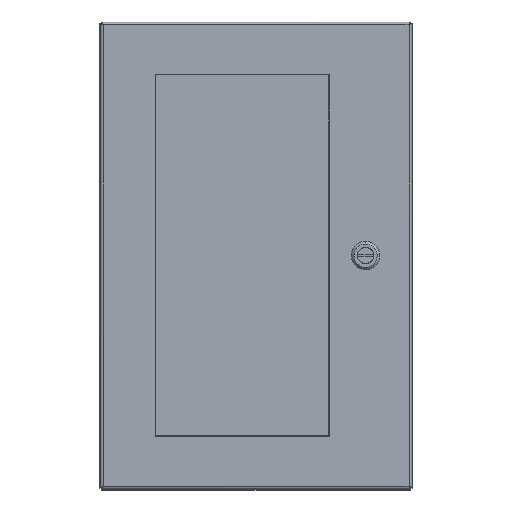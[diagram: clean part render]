
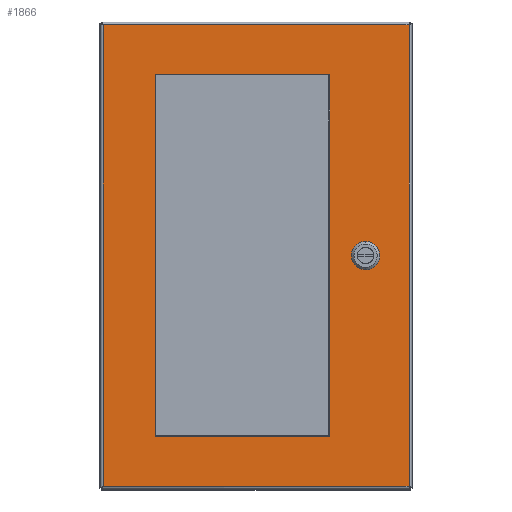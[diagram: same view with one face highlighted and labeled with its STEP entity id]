
A CAD part, front view. The second image highlights one B-rep face of the part: STEP entity #1866.
In plain terms, the highlighted planar face has unit normal (0, -1, 0).
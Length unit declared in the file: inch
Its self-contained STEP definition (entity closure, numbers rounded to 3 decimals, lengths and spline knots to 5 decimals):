
#327 = VERTEX_POINT ( 'NONE', #20150 ) ;
#496 = EDGE_CURVE ( 'NONE', #24971, #7233, #31390, .T. ) ;
#524 = VERTEX_POINT ( 'NONE', #9445 ) ;
#634 = LINE ( 'NONE', #23217, #10148 ) ;
#667 = VERTEX_POINT ( 'NONE', #22959 ) ;
#1439 = CARTESIAN_POINT ( 'NONE',  ( 4.028, -1.796, -8.684 ) ) ;
#1604 = DIRECTION ( 'NONE',  ( -0.707, 0., 0.707 ) ) ;
#1811 = DIRECTION ( 'NONE',  ( 0.707, 0., -0.707 ) ) ;
#1830 = FACE_BOUND ( 'NONE', #9372, .T. ) ;
#1866 = ADVANCED_FACE ( 'NONE', ( #2313, #21669, #1830 ), #14422, .T. ) ;
#2164 = DIRECTION ( 'NONE',  ( 0., 0., -1. ) ) ;
#2175 = LINE ( 'NONE', #11999, #27175 ) ;
#2274 = CARTESIAN_POINT ( 'NONE',  ( -5.946, -1.796, -0.108 ) ) ;
#2282 = ORIENTED_EDGE ( 'NONE', *, *, #16026, .T. ) ;
#2313 = FACE_OUTER_BOUND ( 'NONE', #17127, .T. ) ;
#2760 = LINE ( 'NONE', #9032, #18976 ) ;
#2792 = CARTESIAN_POINT ( 'NONE',  ( -5.946, -1.796, -2.059 ) ) ;
#2912 = DIRECTION ( 'NONE',  ( 1., 0., 0. ) ) ;
#3120 = VECTOR ( 'NONE', #30738, 39.37008 ) ;
#3236 = CARTESIAN_POINT ( 'NONE',  ( 3.8635, -1.796, -8.8485 ) ) ;
#3387 = LINE ( 'NONE', #13387, #8594 ) ;
#3537 = LINE ( 'NONE', #30466, #6620 ) ;
#3892 = VERTEX_POINT ( 'NONE', #31014 ) ;
#3896 = CARTESIAN_POINT ( 'NONE',  ( -5.946, -1.796, -18.051 ) ) ;
#4115 = DIRECTION ( 'NONE',  ( 0., -1., 0. ) ) ;
#4225 = CARTESIAN_POINT ( 'NONE',  ( 5.947, -1.796, -18.051 ) ) ;
#5019 = CARTESIAN_POINT ( 'NONE',  ( 4.6545, -1.796, -8.8485 ) ) ;
#5140 = DIRECTION ( 'NONE',  ( 0., 0., -1. ) ) ;
#5159 = LINE ( 'NONE', #14977, #16741 ) ;
#5324 = CARTESIAN_POINT ( 'NONE',  ( -3.9195, -1.796, -16.1 ) ) ;
#5392 = EDGE_CURVE ( 'NONE', #24146, #15379, #20884, .T. ) ;
#5522 = VERTEX_POINT ( 'NONE', #14450 ) ;
#6620 = VECTOR ( 'NONE', #20919, 39.37008 ) ;
#7052 = VERTEX_POINT ( 'NONE', #3896 ) ;
#7233 = VERTEX_POINT ( 'NONE', #2274 ) ;
#8406 = DIRECTION ( 'NONE',  ( -0.707, 0., -0.707 ) ) ;
#8594 = VECTOR ( 'NONE', #2912, 39.37008 ) ;
#8622 = VECTOR ( 'NONE', #1604, 39.37008 ) ;
#8896 = VECTOR ( 'NONE', #5140, 39.37008 ) ;
#9032 = CARTESIAN_POINT ( 'NONE',  ( 4.6545, -1.796, -9.3105 ) ) ;
#9103 = EDGE_CURVE ( 'NONE', #27896, #15097, #30381, .T. ) ;
#9260 = LINE ( 'NONE', #16153, #17829 ) ;
#9372 = EDGE_LOOP ( 'NONE', ( #19729, #19674, #30564, #2282 ) ) ;
#9445 = CARTESIAN_POINT ( 'NONE',  ( 4.49, -1.796, -9.475 ) ) ;
#9583 = EDGE_CURVE ( 'NONE', #3892, #24146, #26922, .T. ) ;
#9693 = CARTESIAN_POINT ( 'NONE',  ( 2.871, -1.796, -16.1 ) ) ;
#10109 = VECTOR ( 'NONE', #24430, 39.37008 ) ;
#10148 = VECTOR ( 'NONE', #22735, 39.37008 ) ;
#10525 = EDGE_CURVE ( 'NONE', #24780, #524, #2760, .T. ) ;
#10792 = EDGE_CURVE ( 'NONE', #15379, #18594, #3537, .T. ) ;
#10887 = ORIENTED_EDGE ( 'NONE', *, *, #9583, .T. ) ;
#11092 = ORIENTED_EDGE ( 'NONE', *, *, #26877, .T. ) ;
#11267 = VECTOR ( 'NONE', #16857, 39.37008 ) ;
#11999 = CARTESIAN_POINT ( 'NONE',  ( 4.6545, -1.796, -18.051 ) ) ;
#12154 = DIRECTION ( 'NONE',  ( 0., 0., -1. ) ) ;
#12270 = CARTESIAN_POINT ( 'NONE',  ( 2.871, -1.796, -2.059 ) ) ;
#12553 = EDGE_LOOP ( 'NONE', ( #17639, #27998, #14391, #21644, #18067, #26956, #19007, #10887 ) ) ;
#13387 = CARTESIAN_POINT ( 'NONE',  ( -5.946, -1.796, -8.684 ) ) ;
#13496 = VECTOR ( 'NONE', #28901, 39.37008 ) ;
#13861 = LINE ( 'NONE', #28527, #28255 ) ;
#14391 = ORIENTED_EDGE ( 'NONE', *, *, #16014, .T. ) ;
#14422 = PLANE ( 'NONE',  #17006 ) ;
#14450 = CARTESIAN_POINT ( 'NONE',  ( -3.9195, -1.796, -2.059 ) ) ;
#14977 = CARTESIAN_POINT ( 'NONE',  ( -5.946, -1.796, -9.475 ) ) ;
#15038 = CARTESIAN_POINT ( 'NONE',  ( 2.871, -1.796, -18.051 ) ) ;
#15097 = VERTEX_POINT ( 'NONE', #9693 ) ;
#15151 = VERTEX_POINT ( 'NONE', #5019 ) ;
#15379 = VERTEX_POINT ( 'NONE', #3236 ) ;
#15567 = CARTESIAN_POINT ( 'NONE',  ( 3.8635, -1.796, -9.3105 ) ) ;
#16014 = EDGE_CURVE ( 'NONE', #18594, #327, #3387, .T. ) ;
#16026 = EDGE_CURVE ( 'NONE', #27854, #5522, #634, .T. ) ;
#16080 = CARTESIAN_POINT ( 'NONE',  ( 5.947, -1.796, -0.108 ) ) ;
#16153 = CARTESIAN_POINT ( 'NONE',  ( 4.49, -1.796, -8.684 ) ) ;
#16262 = DIRECTION ( 'NONE',  ( 1., 0., 0. ) ) ;
#16692 = CARTESIAN_POINT ( 'NONE',  ( -5.946, -1.796, -0.108 ) ) ;
#16741 = VECTOR ( 'NONE', #17894, 39.37008 ) ;
#16857 = DIRECTION ( 'NONE',  ( -1., 0., 0. ) ) ;
#17006 = AXIS2_PLACEMENT_3D ( 'NONE', #21974, #4115, #2164 ) ;
#17127 = EDGE_LOOP ( 'NONE', ( #31501, #24837, #11092, #29429 ) ) ;
#17165 = CARTESIAN_POINT ( 'NONE',  ( -5.946, -1.796, -16.1 ) ) ;
#17629 = EDGE_CURVE ( 'NONE', #7052, #667, #13861, .T. ) ;
#17639 = ORIENTED_EDGE ( 'NONE', *, *, #5392, .T. ) ;
#17829 = VECTOR ( 'NONE', #1811, 39.37008 ) ;
#17894 = DIRECTION ( 'NONE',  ( -1., 0., 0. ) ) ;
#18067 = ORIENTED_EDGE ( 'NONE', *, *, #22882, .T. ) ;
#18400 = VECTOR ( 'NONE', #20060, 39.37008 ) ;
#18594 = VERTEX_POINT ( 'NONE', #1439 ) ;
#18976 = VECTOR ( 'NONE', #8406, 39.37008 ) ;
#19007 = ORIENTED_EDGE ( 'NONE', *, *, #20445, .T. ) ;
#19130 = LINE ( 'NONE', #17165, #10109 ) ;
#19674 = ORIENTED_EDGE ( 'NONE', *, *, #9103, .T. ) ;
#19729 = ORIENTED_EDGE ( 'NONE', *, *, #22891, .T. ) ;
#19790 = CARTESIAN_POINT ( 'NONE',  ( -5.946, -1.796, -18.051 ) ) ;
#20060 = DIRECTION ( 'NONE',  ( 1., 0., 0. ) ) ;
#20127 = LINE ( 'NONE', #19790, #8896 ) ;
#20150 = CARTESIAN_POINT ( 'NONE',  ( 4.49, -1.796, -8.684 ) ) ;
#20371 = LINE ( 'NONE', #2792, #18400 ) ;
#20445 = EDGE_CURVE ( 'NONE', #524, #3892, #5159, .T. ) ;
#20884 = LINE ( 'NONE', #23790, #3120 ) ;
#20919 = DIRECTION ( 'NONE',  ( 0.707, 0., 0.707 ) ) ;
#21221 = EDGE_CURVE ( 'NONE', #327, #15151, #9260, .T. ) ;
#21286 = LINE ( 'NONE', #4225, #13496 ) ;
#21452 = VECTOR ( 'NONE', #24877, 39.37008 ) ;
#21644 = ORIENTED_EDGE ( 'NONE', *, *, #21221, .T. ) ;
#21669 = FACE_BOUND ( 'NONE', #12553, .T. ) ;
#21974 = CARTESIAN_POINT ( 'NONE',  ( -5.946, -1.796, -18.051 ) ) ;
#22735 = DIRECTION ( 'NONE',  ( 0., 0., 1. ) ) ;
#22882 = EDGE_CURVE ( 'NONE', #15151, #24780, #2175, .T. ) ;
#22891 = EDGE_CURVE ( 'NONE', #5522, #27896, #20371, .T. ) ;
#22959 = CARTESIAN_POINT ( 'NONE',  ( 5.947, -1.796, -18.051 ) ) ;
#23217 = CARTESIAN_POINT ( 'NONE',  ( -3.9195, -1.796, -18.051 ) ) ;
#23790 = CARTESIAN_POINT ( 'NONE',  ( 3.8635, -1.796, -18.051 ) ) ;
#24146 = VERTEX_POINT ( 'NONE', #15567 ) ;
#24186 = CARTESIAN_POINT ( 'NONE',  ( 4.028, -1.796, -9.475 ) ) ;
#24430 = DIRECTION ( 'NONE',  ( -1., 0., 0. ) ) ;
#24780 = VERTEX_POINT ( 'NONE', #26785 ) ;
#24837 = ORIENTED_EDGE ( 'NONE', *, *, #496, .T. ) ;
#24877 = DIRECTION ( 'NONE',  ( 0., 0., -1. ) ) ;
#24971 = VERTEX_POINT ( 'NONE', #16080 ) ;
#26785 = CARTESIAN_POINT ( 'NONE',  ( 4.6545, -1.796, -9.3105 ) ) ;
#26795 = EDGE_CURVE ( 'NONE', #667, #24971, #21286, .T. ) ;
#26877 = EDGE_CURVE ( 'NONE', #7233, #7052, #20127, .T. ) ;
#26922 = LINE ( 'NONE', #24186, #8622 ) ;
#26956 = ORIENTED_EDGE ( 'NONE', *, *, #10525, .T. ) ;
#27175 = VECTOR ( 'NONE', #12154, 39.37008 ) ;
#27854 = VERTEX_POINT ( 'NONE', #5324 ) ;
#27896 = VERTEX_POINT ( 'NONE', #12270 ) ;
#27998 = ORIENTED_EDGE ( 'NONE', *, *, #10792, .T. ) ;
#28255 = VECTOR ( 'NONE', #16262, 39.37008 ) ;
#28527 = CARTESIAN_POINT ( 'NONE',  ( -5.946, -1.796, -18.051 ) ) ;
#28901 = DIRECTION ( 'NONE',  ( 0., 0., 1. ) ) ;
#29429 = ORIENTED_EDGE ( 'NONE', *, *, #17629, .T. ) ;
#30381 = LINE ( 'NONE', #15038, #21452 ) ;
#30466 = CARTESIAN_POINT ( 'NONE',  ( 3.8635, -1.796, -8.8485 ) ) ;
#30564 = ORIENTED_EDGE ( 'NONE', *, *, #31072, .T. ) ;
#30738 = DIRECTION ( 'NONE',  ( 0., 0., 1. ) ) ;
#31014 = CARTESIAN_POINT ( 'NONE',  ( 4.028, -1.796, -9.475 ) ) ;
#31072 = EDGE_CURVE ( 'NONE', #15097, #27854, #19130, .T. ) ;
#31390 = LINE ( 'NONE', #16692, #11267 ) ;
#31501 = ORIENTED_EDGE ( 'NONE', *, *, #26795, .T. ) ;
